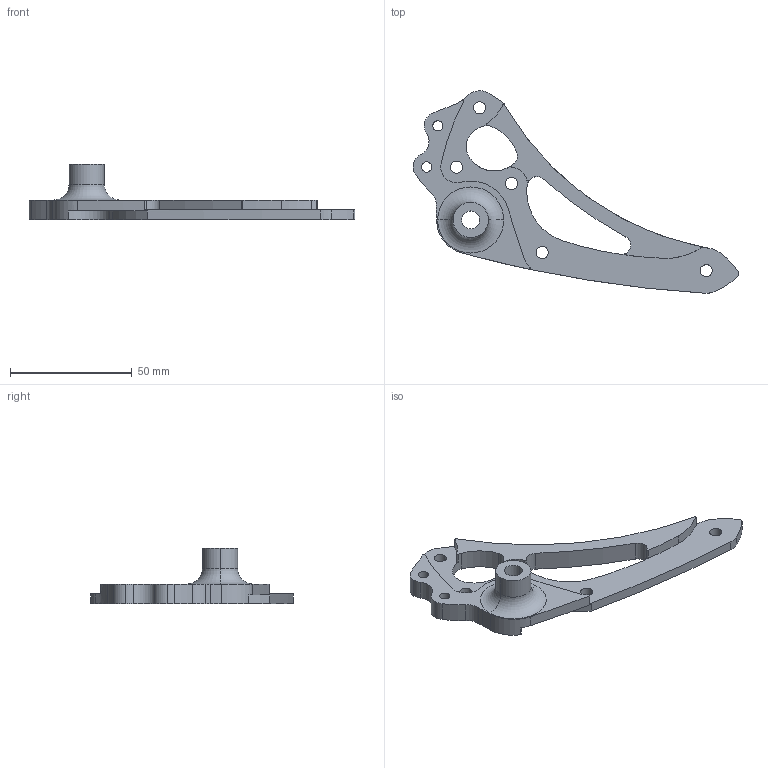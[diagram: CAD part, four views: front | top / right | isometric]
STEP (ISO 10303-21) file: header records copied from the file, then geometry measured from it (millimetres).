
FILE_DESCRIPTION (( 'STEP AP214' ), '1' );
FILE_NAME ('PA453.STEP', '2019-02-13T17:44:18', ( '' ), ( '' ), 'SwSTEP 2.0', 'SolidWorks 2019', '' );
FILE_SCHEMA (( 'AUTOMOTIVE_DESIGN' ));
Length unit declared in the file: millimetre
Products named in the file (1): PA453
Bounding box: 133.88 x 83.21 x 22.6 mm (x, y, z)
Volume: 23685.1 mm3; surface area: 13216.4 mm2
Topology: 1 solids, 1 shells, 85 faces, 251 edges, 167 vertices
Faces by surface type: cylinder 73, plane 10, torus 2
Entity records: 3012 total; most frequent: DIRECTION 584, CARTESIAN_POINT 504, ORIENTED_EDGE 502, EDGE_CURVE 251, AXIS2_PLACEMENT_3D 247, VERTEX_POINT 167, CIRCLE 161, EDGE_LOOP 104
